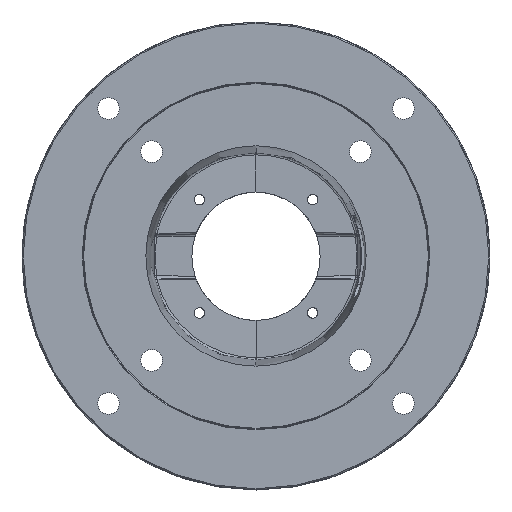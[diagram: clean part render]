
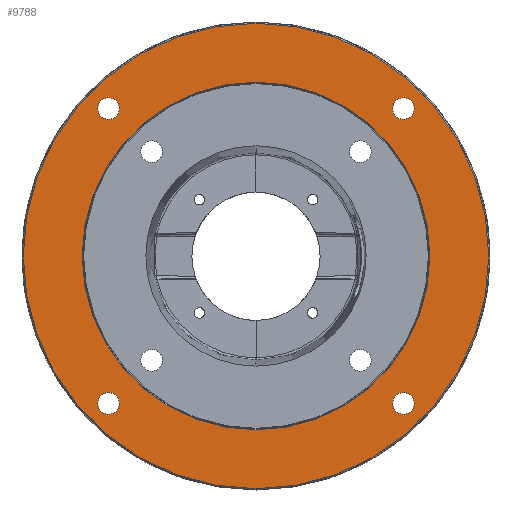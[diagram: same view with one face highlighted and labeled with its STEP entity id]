
A CAD part, top view. The second image highlights one B-rep face of the part: STEP entity #9788.
In plain terms, the highlighted planar face has unit normal (0, 0, 1).
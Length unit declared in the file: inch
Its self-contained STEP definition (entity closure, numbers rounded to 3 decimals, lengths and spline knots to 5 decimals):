
#35=CARTESIAN_POINT('',(0.,0.,-0.08));
#36=DIRECTION('',(0.,0.,1.));
#37=DIRECTION('',(0.,1.,0.));
#38=AXIS2_PLACEMENT_3D('',#35,#36,#37);
#44=CARTESIAN_POINT('',(0.,0.,-0.08));
#45=DIRECTION('',(0.,0.,-1.));
#46=DIRECTION('',(0.,1.,0.));
#47=AXIS2_PLACEMENT_3D('',#44,#45,#46);
#625=CARTESIAN_POINT('',(-3.62392,3.62392,-0.08));
#626=DIRECTION('',(0.,0.,-1.));
#627=DIRECTION('',(-0.707,0.707,0.));
#628=AXIS2_PLACEMENT_3D('',#625,#626,#627);
#630=CARTESIAN_POINT('',(-3.62392,3.62392,-0.08));
#631=DIRECTION('',(0.,0.,-1.));
#632=DIRECTION('',(0.707,-0.707,0.));
#633=AXIS2_PLACEMENT_3D('',#630,#631,#632);
#635=CARTESIAN_POINT('',(-3.62392,-3.62392,-0.08));
#636=DIRECTION('',(0.,0.,-1.));
#637=DIRECTION('',(-0.707,-0.707,0.));
#638=AXIS2_PLACEMENT_3D('',#635,#636,#637);
#640=CARTESIAN_POINT('',(-3.62392,-3.62392,-0.08));
#641=DIRECTION('',(0.,0.,-1.));
#642=DIRECTION('',(0.707,0.707,0.));
#643=AXIS2_PLACEMENT_3D('',#640,#641,#642);
#645=CARTESIAN_POINT('',(3.62392,-3.62392,-0.08));
#646=DIRECTION('',(0.,0.,-1.));
#647=DIRECTION('',(0.707,-0.707,0.));
#648=AXIS2_PLACEMENT_3D('',#645,#646,#647);
#650=CARTESIAN_POINT('',(3.62392,-3.62392,-0.08));
#651=DIRECTION('',(0.,0.,-1.));
#652=DIRECTION('',(-0.707,0.707,0.));
#653=AXIS2_PLACEMENT_3D('',#650,#651,#652);
#655=CARTESIAN_POINT('',(3.62392,3.62392,-0.08));
#656=DIRECTION('',(0.,0.,-1.));
#657=DIRECTION('',(0.707,0.707,0.));
#658=AXIS2_PLACEMENT_3D('',#655,#656,#657);
#660=CARTESIAN_POINT('',(3.62392,3.62392,-0.08));
#661=DIRECTION('',(0.,0.,-1.));
#662=DIRECTION('',(-0.707,-0.707,0.));
#663=AXIS2_PLACEMENT_3D('',#660,#661,#662);
#665=CARTESIAN_POINT('',(0.,0.,-0.08));
#666=DIRECTION('',(0.,0.,1.));
#667=DIRECTION('',(0.,1.,0.));
#668=AXIS2_PLACEMENT_3D('',#665,#666,#667);
#670=CARTESIAN_POINT('',(0.,0.,-0.08));
#671=DIRECTION('',(0.,0.,1.));
#672=DIRECTION('',(0.,-1.,0.));
#673=AXIS2_PLACEMENT_3D('',#670,#671,#672);
#8455=CARTESIAN_POINT('',(0.,5.72,-0.08));
#8456=CARTESIAN_POINT('',(0.,-5.72,-0.08));
#8457=VERTEX_POINT('',#8455);
#8458=VERTEX_POINT('',#8456);
#8479=CARTESIAN_POINT('',(-3.81131,3.81131,-0.08));
#8480=CARTESIAN_POINT('',(-3.43654,3.43654,-0.08));
#8481=VERTEX_POINT('',#8479);
#8482=VERTEX_POINT('',#8480);
#8523=CARTESIAN_POINT('',(-3.81131,-3.81131,-0.08));
#8524=CARTESIAN_POINT('',(-3.43654,-3.43654,-0.08));
#8525=VERTEX_POINT('',#8523);
#8526=VERTEX_POINT('',#8524);
#8531=CARTESIAN_POINT('',(3.81131,-3.81131,-0.08));
#8532=CARTESIAN_POINT('',(3.43654,-3.43654,-0.08));
#8533=VERTEX_POINT('',#8531);
#8534=VERTEX_POINT('',#8532);
#8539=CARTESIAN_POINT('',(3.81131,3.81131,-0.08));
#8540=CARTESIAN_POINT('',(3.43654,3.43654,-0.08));
#8541=VERTEX_POINT('',#8539);
#8542=VERTEX_POINT('',#8540);
#8559=CARTESIAN_POINT('',(0.,4.271,-0.08));
#8560=CARTESIAN_POINT('',(0.,-4.271,-0.08));
#8561=VERTEX_POINT('',#8559);
#8562=VERTEX_POINT('',#8560);
#9750=CARTESIAN_POINT('',(0.,0.,-0.08));
#9751=DIRECTION('',(0.,0.,1.));
#9752=DIRECTION('',(0.,1.,0.));
#9753=AXIS2_PLACEMENT_3D('',#9750,#9751,#9752);
#9754=PLANE('',#9753);
#9755=ORIENTED_EDGE('',*,*,#8721,.T.);
#9756=ORIENTED_EDGE('',*,*,#8706,.F.);
#9757=EDGE_LOOP('',(#9755,#9756));
#9758=FACE_OUTER_BOUND('',#9757,.F.);
#9760=ORIENTED_EDGE('',*,*,#9759,.F.);
#9762=ORIENTED_EDGE('',*,*,#9761,.F.);
#9763=EDGE_LOOP('',(#9760,#9762));
#9764=FACE_BOUND('',#9763,.F.);
#9766=ORIENTED_EDGE('',*,*,#9765,.F.);
#9768=ORIENTED_EDGE('',*,*,#9767,.F.);
#9769=EDGE_LOOP('',(#9766,#9768));
#9770=FACE_BOUND('',#9769,.F.);
#9772=ORIENTED_EDGE('',*,*,#9771,.F.);
#9774=ORIENTED_EDGE('',*,*,#9773,.F.);
#9775=EDGE_LOOP('',(#9772,#9774));
#9776=FACE_BOUND('',#9775,.F.);
#9778=ORIENTED_EDGE('',*,*,#9777,.F.);
#9780=ORIENTED_EDGE('',*,*,#9779,.F.);
#9781=EDGE_LOOP('',(#9778,#9780));
#9782=FACE_BOUND('',#9781,.F.);
#9784=ORIENTED_EDGE('',*,*,#9783,.T.);
#9785=ORIENTED_EDGE('',*,*,#9740,.T.);
#9786=EDGE_LOOP('',(#9784,#9785));
#9787=FACE_BOUND('',#9786,.F.);
#9788=ADVANCED_FACE('',(#9758,#9764,#9770,#9776,#9782,#9787),#9754,.T.);
#39=CIRCLE('',#38,5.72);
#48=CIRCLE('',#47,5.72);
#629=CIRCLE('',#628,0.265);
#634=CIRCLE('',#633,0.265);
#639=CIRCLE('',#638,0.265);
#644=CIRCLE('',#643,0.265);
#649=CIRCLE('',#648,0.265);
#654=CIRCLE('',#653,0.265);
#659=CIRCLE('',#658,0.265);
#664=CIRCLE('',#663,0.265);
#669=CIRCLE('',#668,4.271);
#674=CIRCLE('',#673,4.271);
#8706=EDGE_CURVE('',#8457,#8458,#39,.T.);
#8721=EDGE_CURVE('',#8457,#8458,#48,.T.);
#9740=EDGE_CURVE('',#8562,#8561,#674,.T.);
#9759=EDGE_CURVE('',#8481,#8482,#629,.T.);
#9761=EDGE_CURVE('',#8482,#8481,#634,.T.);
#9765=EDGE_CURVE('',#8525,#8526,#639,.T.);
#9767=EDGE_CURVE('',#8526,#8525,#644,.T.);
#9771=EDGE_CURVE('',#8533,#8534,#649,.T.);
#9773=EDGE_CURVE('',#8534,#8533,#654,.T.);
#9777=EDGE_CURVE('',#8541,#8542,#659,.T.);
#9779=EDGE_CURVE('',#8542,#8541,#664,.T.);
#9783=EDGE_CURVE('',#8561,#8562,#669,.T.);
